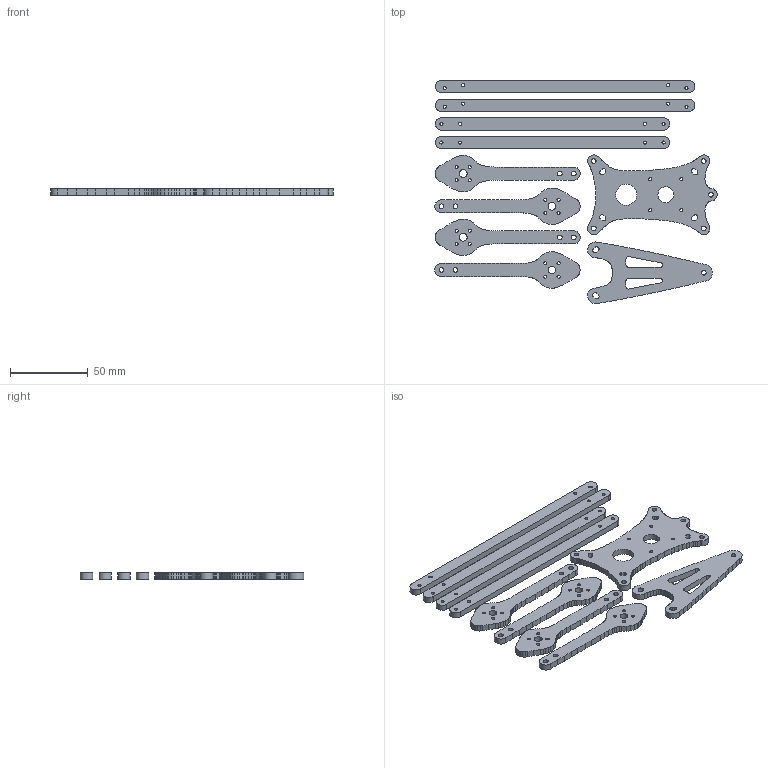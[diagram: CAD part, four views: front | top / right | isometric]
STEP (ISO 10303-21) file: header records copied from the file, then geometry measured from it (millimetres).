
FILE_DESCRIPTION(('eMachineShop Model'),'2;1');
FILE_NAME('FoxV3XAlongWeave_1621676638.214.step', '2020-09-30T14:21:53',('eMachineShop'),('eMachineShop'), 'eMachineShop','eMachineShop','Unknown');
FILE_SCHEMA(('AUTOMOTIVE_DESIGN { 1 0 10303 214 1 1 1 1 }'));
Length unit declared in the file: millimetre
Products named in the file (86): eMachineShop; eMachineShop.1; eMachineShop.2; eMachineShop.3; eMachineShop.4; eMachineShop.5; eMachineShop.6; eMachineShop.7; eMachineShop.8; eMachineShop.9; eMachineShop.10; eMachineShop.11; eMachineShop.12; eMachineShop.13; eMachineShop.14; eMachineShop.15; eMachineShop.16; eMachineShop.17; eMachineShop.18; eMachineShop.19; eMachineShop.20; eMachineShop.21; eMachineShop.22; eMachineShop.23; eMachineShop.24; eMachineShop.25; eMachineShop.26; eMachineShop.27; eMachineShop.28; eMachineShop.29; eMachineShop.30; eMachineShop.31; eMachineShop.32; eMachineShop.33; eMachineShop.34; eMachineShop.35; eMachineShop.36; eMachineShop.37; eMachineShop.38; eMachineShop.39 ...
Assembly tree (85 placements, depth 3):
  eMachineShop
    eMachineShop.1
    eMachineShop.2
    eMachineShop.3
    eMachineShop.4
    eMachineShop.5
    eMachineShop.6
    eMachineShop.7
    eMachineShop.8
    eMachineShop.9
    eMachineShop.10
    eMachineShop.11
    eMachineShop.12
    eMachineShop.13
    eMachineShop.14
    eMachineShop.15
    eMachineShop.16
    eMachineShop.17
    eMachineShop.18
    eMachineShop.19
    eMachineShop.20
    eMachineShop.21
    eMachineShop.22
    eMachineShop.23
    eMachineShop.24
    eMachineShop.25
    eMachineShop.26
    eMachineShop.27
    eMachineShop.28
    eMachineShop.29
    eMachineShop.30
    eMachineShop.31
    eMachineShop.32
    eMachineShop.33
    eMachineShop.34
    eMachineShop.35
    eMachineShop.36
    eMachineShop.37
    eMachineShop.38
    eMachineShop.39
    eMachineShop.40
    eMachineShop.41
    eMachineShop.42
    eMachineShop.43
    eMachineShop.44
    eMachineShop.45
    eMachineShop.46
    eMachineShop.47
    eMachineShop.48
    eMachineShop.49
    eMachineShop.50
    eMachineShop.51
    eMachineShop.52
    eMachineShop.53
    eMachineShop.54
    eMachineShop.55
    eMachineShop.56
    eMachineShop.57
    eMachineShop.58
    eMachineShop.59
Bounding box: 181.61 x 143.65 x 4 mm (x, y, z)
Surface area: 26207.4 mm2 (no closed solid volume)
Topology: 0 solids, 84 shells, 500 faces, 1960 edges, 1470 vertices
Faces by surface type: cylinder 464, plane 36
Full cylindrical faces by diameter (mm): 2 x36, 3 x14, 5 x4, 10.24 x1, 13.498 x1
Entity records: 39699 total; most frequent: CARTESIAN_POINT 7696, DIRECTION 6769, LINE 2554, VECTOR 2554, ORIENTED_EDGE 2450, PCURVE 2450, DEFINITIONAL_REPRESENTATION 2450, AXIS2_PLACEMENT_3D 1978
